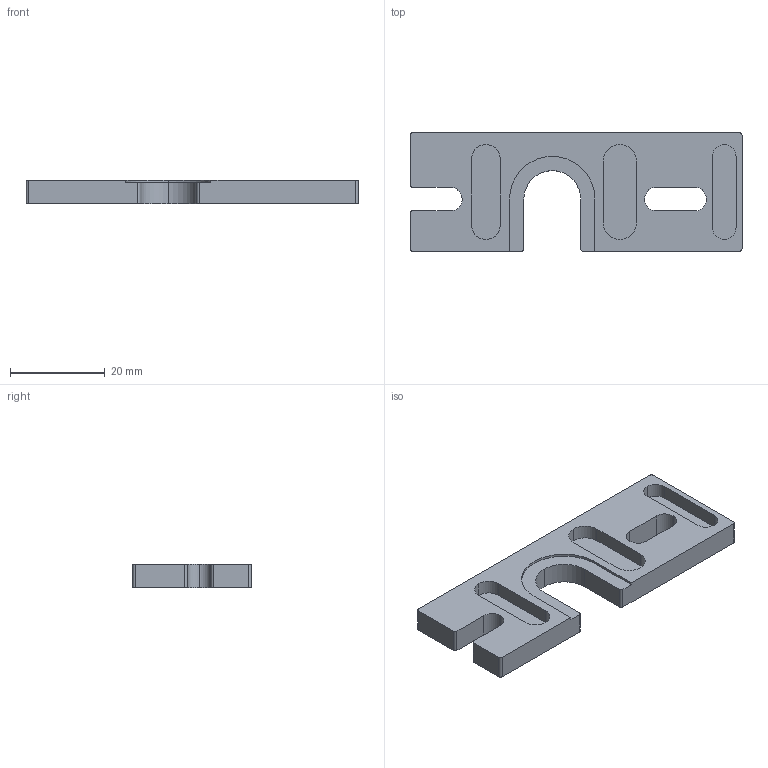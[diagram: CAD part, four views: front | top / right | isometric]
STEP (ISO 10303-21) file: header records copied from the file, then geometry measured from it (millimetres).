
FILE_DESCRIPTION(('FreeCAD Model'),'2;1');
FILE_NAME('modified_hex_mount_plate.step','2014-08-11T12:17:10',('FreeCAD'),('FreeCAD'), 'Open CASCADE STEP processor 6.5','FreeCAD','Unknown');
FILE_SCHEMA(('AUTOMOTIVE_DESIGN_CC2 { 1 2 10303 214 -1 1 5 4 }'));
Length unit declared in the file: millimetre
Products named in the file (1): Pocket004
Bounding box: 70 x 25 x 5 mm (x, y, z)
Volume: 6096.1 mm3; surface area: 4759.5 mm2
Topology: 1 solids, 1 shells, 69 faces, 189 edges, 126 vertices
Faces by surface type: plane 38, cylinder 31
Full cylindrical faces by diameter (mm): 3 x1
Entity records: 4741 total; most frequent: CARTESIAN_POINT 889, DIRECTION 743, LINE 437, VECTOR 437, ORIENTED_EDGE 378, PCURVE 378, DEFINITIONAL_REPRESENTATION 378, EDGE_CURVE 189
